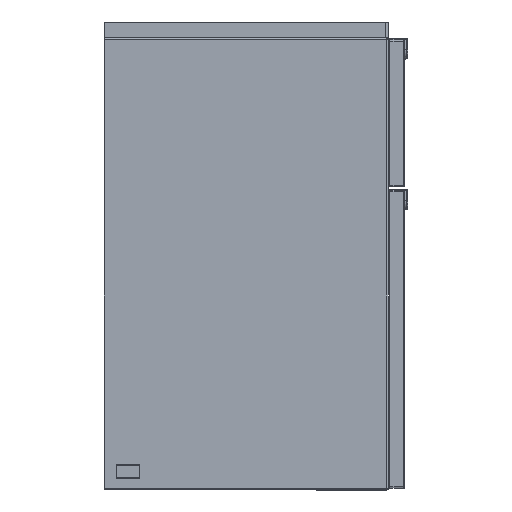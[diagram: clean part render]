
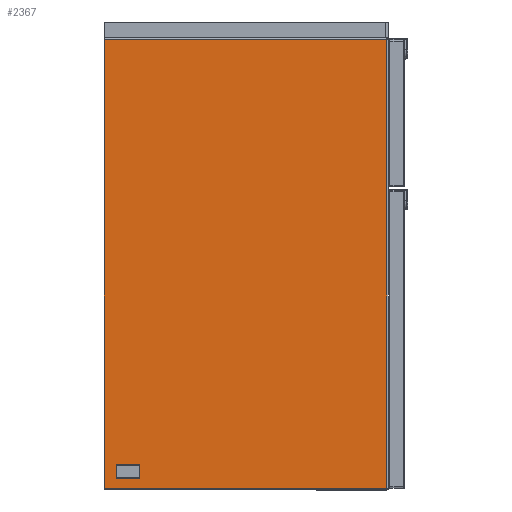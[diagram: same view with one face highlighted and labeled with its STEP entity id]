
A CAD part, left-side view. The second image highlights one B-rep face of the part: STEP entity #2367.
In plain terms, the highlighted planar face has unit normal (-1, 0, 0).
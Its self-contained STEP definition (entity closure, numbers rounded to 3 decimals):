
#2239=CARTESIAN_POINT('',(-4015.36,27551.811,568.));
#2240=VERTEX_POINT('',#2239);
#2248=CARTESIAN_POINT('',(-4015.36,27195.811,568.));
#2249=VERTEX_POINT('',#2248);
#2250=CARTESIAN_POINT('',(-4015.36,27551.811,568.));
#2251=DIRECTION('',(0.0,-1.0,0.0));
#2252=VECTOR('',#2251,356.0);
#2253=LINE('',#2250,#2252);
#2254=EDGE_CURVE('',#2240,#2249,#2253,.T.);
#2279=CARTESIAN_POINT('',(-4015.36,27195.811,2.));
#2280=VERTEX_POINT('',#2279);
#2281=CARTESIAN_POINT('',(-4015.36,27195.811,568.));
#2282=DIRECTION('',(0.0,0.0,-1.0));
#2283=VECTOR('',#2282,566.0);
#2284=LINE('',#2281,#2283);
#2285=EDGE_CURVE('',#2249,#2280,#2284,.T.);
#2303=CARTESIAN_POINT('',(-4015.36,27551.811,2.));
#2304=VERTEX_POINT('',#2303);
#2320=CARTESIAN_POINT('',(-4015.36,27195.811,2.));
#2321=DIRECTION('',(0.0,1.0,0.0));
#2322=VECTOR('',#2321,356.0);
#2323=LINE('',#2320,#2322);
#2324=EDGE_CURVE('',#2280,#2304,#2323,.T.);
#2351=CARTESIAN_POINT('',(-4015.36,27372.811,285.));
#2352=DIRECTION('',(1.0,0.0,0.0));
#2353=DIRECTION('',(0.0,-1.0,0.0));
#2354=AXIS2_PLACEMENT_3D('',#2351,#2352,#2353);
#2355=PLANE('',#2354);
#2356=ORIENTED_EDGE('',*,*,#2254,.F.);
#2357=CARTESIAN_POINT('',(-4015.36,27551.811,2.));
#2358=DIRECTION('',(0.0,0.0,1.0));
#2359=VECTOR('',#2358,566.);
#2360=LINE('',#2357,#2359);
#2361=EDGE_CURVE('',#2304,#2240,#2360,.T.);
#2362=ORIENTED_EDGE('',*,*,#2361,.F.);
#2363=ORIENTED_EDGE('',*,*,#2324,.F.);
#2364=ORIENTED_EDGE('',*,*,#2285,.F.);
#2365=EDGE_LOOP('',(#2356,#2362,#2363,#2364));
#2366=FACE_OUTER_BOUND('',#2365,.T.);
#2367=ADVANCED_FACE('',(#2366),#2355,.F.);
